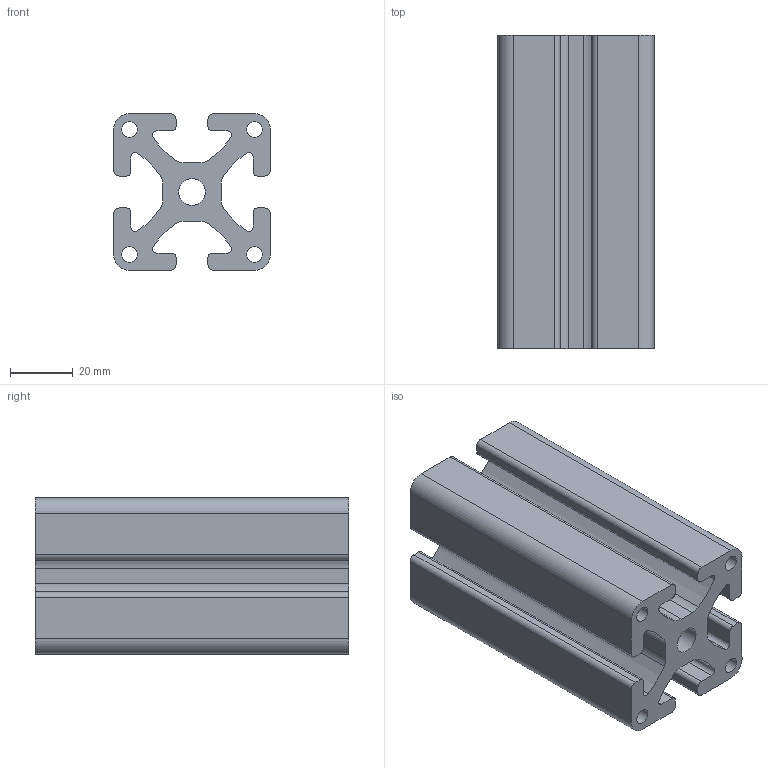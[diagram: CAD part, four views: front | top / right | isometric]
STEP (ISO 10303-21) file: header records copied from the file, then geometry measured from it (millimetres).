
FILE_DESCRIPTION( ( 'Unknown' ), '1' );
FILE_NAME( 'I10-5050.stp', 'Unknown', ( 'Unknown' ), ( 'Unknown' ), 'XStep 1.0', 'Unknown', ' ' );
FILE_SCHEMA( ( 'automotive_design' ) );
Length unit declared in the file: millimetre
Products named in the file (1): 1
Bounding box: 50 x 100 x 50 mm (x, y, z)
Volume: 133235.3 mm3; surface area: 49722.2 mm2
Topology: 1 solids, 1 shells, 79 faces, 231 edges, 154 vertices
Faces by surface type: cylinder 49, plane 30
Full cylindrical faces by diameter (mm): 5 x4, 8.5 x1
Entity records: 3306 total; most frequent: DIRECTION 484, CARTESIAN_POINT 460, ORIENTED_EDGE 452, EDGE_CURVE 226, AXIS2_PLACEMENT_3D 178, VERTEX_POINT 154, LINE 128, VECTOR 128
